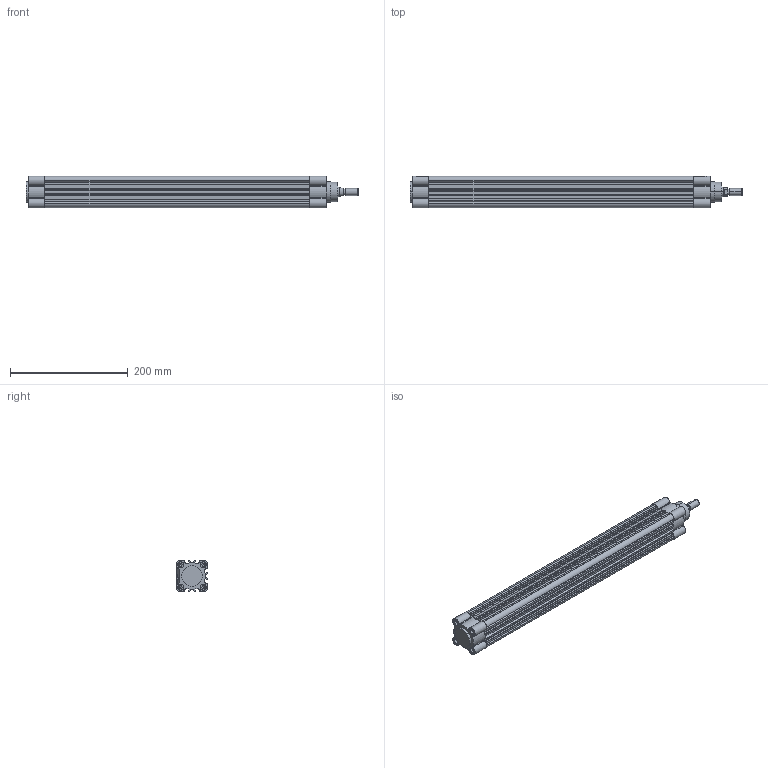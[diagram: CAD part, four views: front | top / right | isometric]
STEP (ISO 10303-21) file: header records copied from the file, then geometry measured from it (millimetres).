
FILE_DESCRIPTION (( 'STEP AP203' ), '1' );
FILE_NAME ('G40M400MD-MC.step', '2016-02-17T20:00:05', ( '' ), ( '' ), 'SwSTEP 2.0', 'SolidWorks 2015', '' );
FILE_SCHEMA (( 'CONFIG_CONTROL_DESIGN' ));
Length unit declared in the file: inch
Products named in the file (5): _40-HL; _40-400-83-B; _40121-HR; _40121400-R; G40M400MD-MC
Assembly tree (4 placements, depth 2):
  G40M400MD-MC
    _40-HL
    _40-400-83-B
    _40121-HR
    _40121400-R
Bounding box: 563 x 53.99 x 53.99 mm (x, y, z)
Volume: 842581.8 mm3; surface area: 268098.8 mm2
Topology: 4 solids, 4 shells, 419 faces, 1064 edges, 670 vertices
Faces by surface type: plane 236, cylinder 138, cone 45
Entity records: 13001 total; most frequent: DIRECTION 2248, CARTESIAN_POINT 2170, ORIENTED_EDGE 2088, EDGE_CURVE 1044, AXIS2_PLACEMENT_3D 788, VECTOR 672, LINE 672, VERTEX_POINT 670
